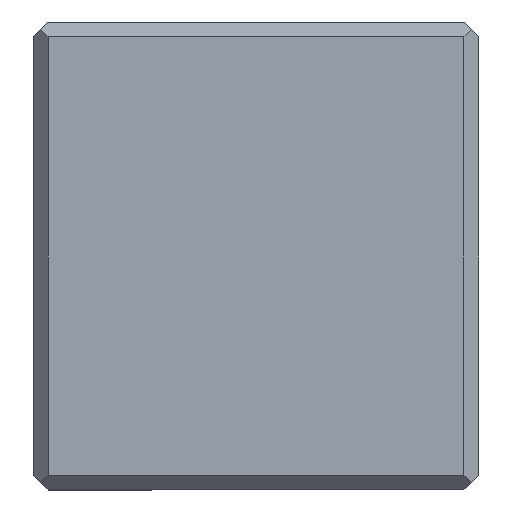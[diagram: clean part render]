
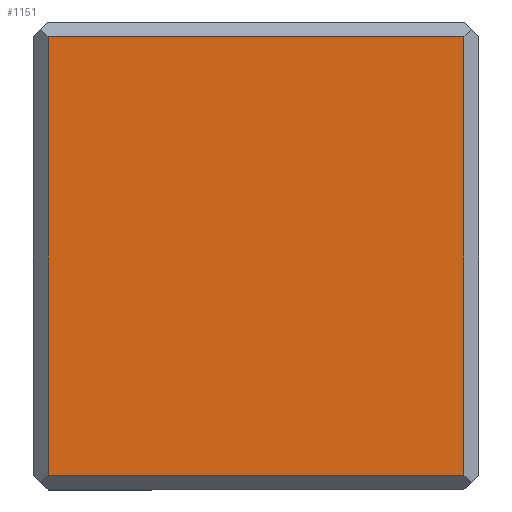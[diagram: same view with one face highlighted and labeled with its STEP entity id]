
A CAD part, left-side view. The second image highlights one B-rep face of the part: STEP entity #1151.
In plain terms, the highlighted planar face has unit normal (-1, 0, 0).
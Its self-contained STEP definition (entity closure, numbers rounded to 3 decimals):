
#1055 = VERTEX_POINT('',#1056);
#1056 = CARTESIAN_POINT('',(-0.8,-0.28,0.02));
#1062 = EDGE_CURVE('',#1063,#1055,#1065,.T.);
#1063 = VERTEX_POINT('',#1064);
#1064 = CARTESIAN_POINT('',(-0.8,0.28,0.02));
#1065 = LINE('',#1066,#1067);
#1066 = CARTESIAN_POINT('',(-0.8,0.28,0.02));
#1067 = VECTOR('',#1068,1.);
#1068 = DIRECTION('',(0.,-1.,0.));
#1088 = VERTEX_POINT('',#1089);
#1089 = CARTESIAN_POINT('',(-0.8,0.28,0.61));
#1095 = EDGE_CURVE('',#1063,#1088,#1096,.T.);
#1096 = LINE('',#1097,#1098);
#1097 = CARTESIAN_POINT('',(-0.8,0.28,0.));
#1098 = VECTOR('',#1099,1.);
#1099 = DIRECTION('',(0.,0.,1.));
#1110 = EDGE_CURVE('',#1055,#1111,#1113,.T.);
#1111 = VERTEX_POINT('',#1112);
#1112 = CARTESIAN_POINT('',(-0.8,-0.28,0.61));
#1113 = LINE('',#1114,#1115);
#1114 = CARTESIAN_POINT('',(-0.8,-0.28,0.02));
#1115 = VECTOR('',#1116,1.);
#1116 = DIRECTION('',(0.,0.,1.));
#1140 = EDGE_CURVE('',#1088,#1111,#1141,.T.);
#1141 = LINE('',#1142,#1143);
#1142 = CARTESIAN_POINT('',(-0.8,0.28,0.61));
#1143 = VECTOR('',#1144,1.);
#1144 = DIRECTION('',(0.,-1.,0.));
#1151 = ADVANCED_FACE('',(#1152),#1158,.T.);
#1152 = FACE_BOUND('',#1153,.T.);
#1153 = EDGE_LOOP('',(#1154,#1155,#1156,#1157));
#1154 = ORIENTED_EDGE('',*,*,#1095,.F.);
#1155 = ORIENTED_EDGE('',*,*,#1062,.T.);
#1156 = ORIENTED_EDGE('',*,*,#1110,.T.);
#1157 = ORIENTED_EDGE('',*,*,#1140,.F.);
#1158 = PLANE('',#1159);
#1159 = AXIS2_PLACEMENT_3D('',#1160,#1161,#1162);
#1160 = CARTESIAN_POINT('',(-0.8,0.3,0.));
#1161 = DIRECTION('',(-1.,0.,0.));
#1162 = DIRECTION('',(0.,0.,1.));
